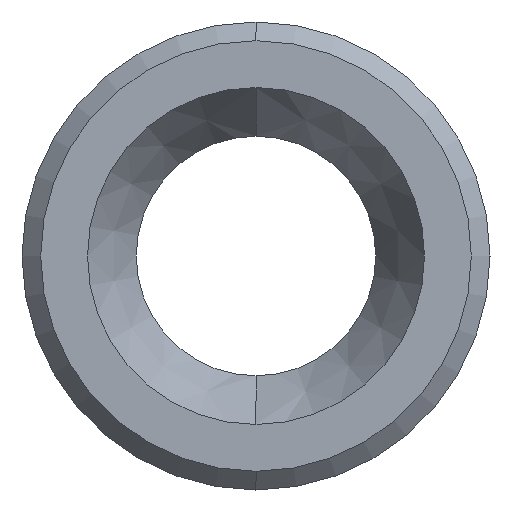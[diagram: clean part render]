
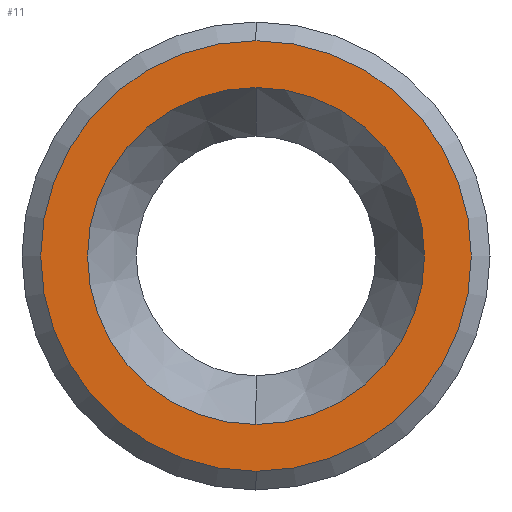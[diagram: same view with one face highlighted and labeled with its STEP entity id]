
A CAD part, left-side view. The second image highlights one B-rep face of the part: STEP entity #11.
In plain terms, the highlighted planar face has unit normal (-1, 0, 0).
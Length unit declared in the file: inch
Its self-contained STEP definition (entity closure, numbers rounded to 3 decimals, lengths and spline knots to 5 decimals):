
#11 = ADVANCED_FACE ( 'NONE', ( #274, #1509 ), #2897, .F. ) ;
#29 = CARTESIAN_POINT ( 'NONE',  ( 0., 0., -0.0575 ) ) ;
#54 = ORIENTED_EDGE ( 'NONE', *, *, #1127, .T. ) ;
#274 = FACE_BOUND ( 'NONE', #4008, .T. ) ;
#331 = CARTESIAN_POINT ( 'NONE',  ( 0., 0., 0.045 ) ) ;
#423 = CARTESIAN_POINT ( 'NONE',  ( 0., 0., 0. ) ) ;
#469 = DIRECTION ( 'NONE',  ( 0., 0., 1. ) ) ;
#749 = CARTESIAN_POINT ( 'NONE',  ( 0., 0., 0. ) ) ;
#756 = EDGE_CURVE ( 'NONE', #4070, #1779, #799, .T. ) ;
#773 = CARTESIAN_POINT ( 'NONE',  ( 0., 0., 0. ) ) ;
#799 = CIRCLE ( 'NONE', #3204, 0.045 ) ;
#859 = AXIS2_PLACEMENT_3D ( 'NONE', #4096, #911, #4181 ) ;
#911 = DIRECTION ( 'NONE',  ( 1., 0., 0. ) ) ;
#921 = VERTEX_POINT ( 'NONE', #29 ) ;
#1127 = EDGE_CURVE ( 'NONE', #1857, #921, #3650, .T. ) ;
#1145 = ORIENTED_EDGE ( 'NONE', *, *, #2923, .F. ) ;
#1487 = DIRECTION ( 'NONE',  ( -1., 0., 0. ) ) ;
#1509 = FACE_OUTER_BOUND ( 'NONE', #2882, .T. ) ;
#1779 = VERTEX_POINT ( 'NONE', #1997 ) ;
#1800 = ORIENTED_EDGE ( 'NONE', *, *, #756, .F. ) ;
#1857 = VERTEX_POINT ( 'NONE', #3476 ) ;
#1997 = CARTESIAN_POINT ( 'NONE',  ( 0., 0., -0.045 ) ) ;
#2147 = EDGE_CURVE ( 'NONE', #921, #1857, #3255, .T. ) ;
#2238 = DIRECTION ( 'NONE',  ( -1., 0., 0. ) ) ;
#2427 = DIRECTION ( 'NONE',  ( 0., 0., 1. ) ) ;
#2516 = DIRECTION ( 'NONE',  ( 0., 0., 1. ) ) ;
#2882 = EDGE_LOOP ( 'NONE', ( #3900, #54 ) ) ;
#2897 = PLANE ( 'NONE',  #859 ) ;
#2923 = EDGE_CURVE ( 'NONE', #1779, #4070, #3594, .T. ) ;
#3204 = AXIS2_PLACEMENT_3D ( 'NONE', #773, #3411, #469 ) ;
#3255 = CIRCLE ( 'NONE', #3384, 0.0575 ) ;
#3365 = DIRECTION ( 'NONE',  ( 0., 0., 1. ) ) ;
#3384 = AXIS2_PLACEMENT_3D ( 'NONE', #423, #3389, #2427 ) ;
#3389 = DIRECTION ( 'NONE',  ( -1., 0., 0. ) ) ;
#3411 = DIRECTION ( 'NONE',  ( -1., 0., 0. ) ) ;
#3476 = CARTESIAN_POINT ( 'NONE',  ( 0., 0., 0.0575 ) ) ;
#3594 = CIRCLE ( 'NONE', #4059, 0.045 ) ;
#3650 = CIRCLE ( 'NONE', #3847, 0.0575 ) ;
#3847 = AXIS2_PLACEMENT_3D ( 'NONE', #749, #1487, #3365 ) ;
#3900 = ORIENTED_EDGE ( 'NONE', *, *, #2147, .T. ) ;
#4008 = EDGE_LOOP ( 'NONE', ( #1800, #1145 ) ) ;
#4059 = AXIS2_PLACEMENT_3D ( 'NONE', #4188, #2238, #2516 ) ;
#4070 = VERTEX_POINT ( 'NONE', #331 ) ;
#4096 = CARTESIAN_POINT ( 'NONE',  ( 0., 0., 0. ) ) ;
#4181 = DIRECTION ( 'NONE',  ( 0., 0., -1. ) ) ;
#4188 = CARTESIAN_POINT ( 'NONE',  ( 0., 0., 0. ) ) ;
